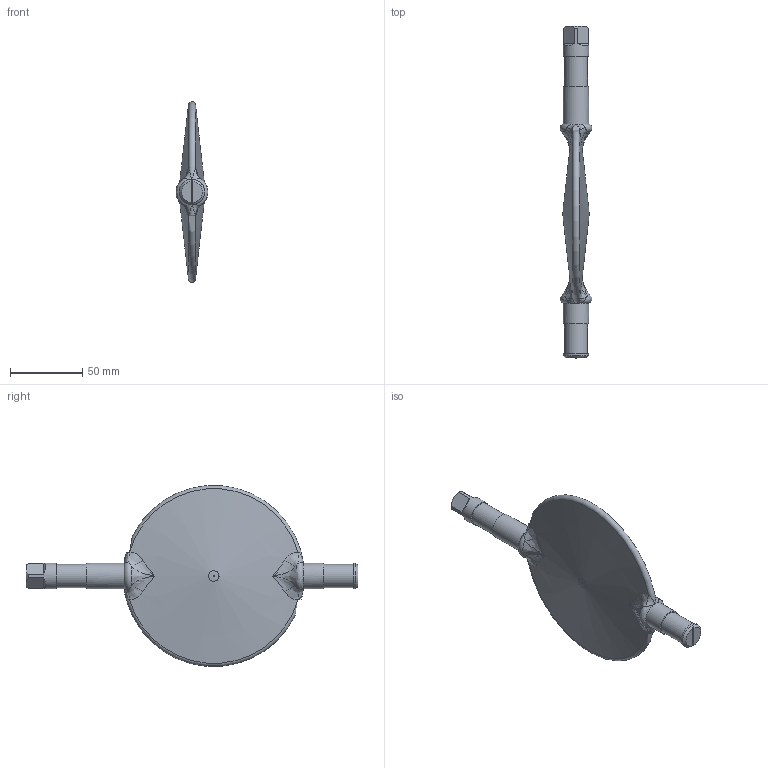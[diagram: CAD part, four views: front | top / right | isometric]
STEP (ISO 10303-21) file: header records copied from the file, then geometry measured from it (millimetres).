
FILE_DESCRIPTION((''),'2;1');
FILE_NAME('57500125X.stp','2010-10-21T11:24:02',('thilbrands'),(''),'Autodesk Inventor 2008','Autodesk Inventor 2008','');
FILE_SCHEMA(('AUTOMOTIVE_DESIGN { 1 0 10303 214 1 1 1 1 }'));
Length unit declared in the file: millimetre
Products named in the file (1): 57500125X
Bounding box: 22 x 229 x 124.53 mm (x, y, z)
Volume: 138228.1 mm3; surface area: 32455.3 mm2
Topology: 1 solids, 1 shells, 82 faces, 213 edges, 128 vertices
Faces by surface type: bspline 34, plane 29, cone 9, cylinder 6, torus 4
Full cylindrical faces by diameter (mm): 15.9 x2, 17.5 x4
Entity records: 4749 total; most frequent: CARTESIAN_POINT 3131, ORIENTED_EDGE 362, DIRECTION 268, EDGE_CURVE 181, AXIS2_PLACEMENT_3D 119, VERTEX_POINT 119, EDGE_LOOP 98, FACE_OUTER_BOUND 81
